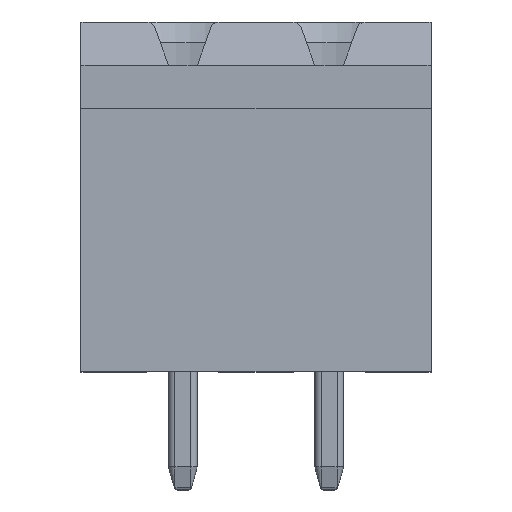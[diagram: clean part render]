
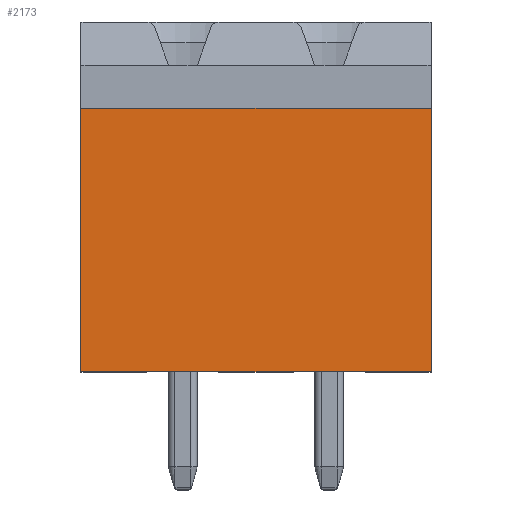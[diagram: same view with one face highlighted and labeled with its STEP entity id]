
A CAD part, top view. The second image highlights one B-rep face of the part: STEP entity #2173.
In plain terms, the highlighted planar face has unit normal (0, 0, 1).
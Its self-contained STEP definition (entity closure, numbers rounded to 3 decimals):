
#15 = FACE_OUTER_BOUND ( 'NONE', #5278, .T. ) ;
#149 = CARTESIAN_POINT ( 'NONE',  ( -6.08, 0., 3.385 ) ) ;
#371 = EDGE_CURVE ( 'NONE', #3716, #5423, #2546, .T. ) ;
#864 = DIRECTION ( 'NONE',  ( 0., -1., 0. ) ) ;
#937 = AXIS2_PLACEMENT_3D ( 'NONE', #2584, #6016, #10301 ) ;
#1006 = EDGE_CURVE ( 'NONE', #2609, #6374, #9550, .T. ) ;
#1330 = ORIENTED_EDGE ( 'NONE', *, *, #1006, .F. ) ;
#1638 = CARTESIAN_POINT ( 'NONE',  ( -6.08, 9.15, 3.385 ) ) ;
#2050 = ORIENTED_EDGE ( 'NONE', *, *, #10642, .F. ) ;
#2173 = ADVANCED_FACE ( 'NONE', ( #15 ), #4303, .F. ) ;
#2200 = CARTESIAN_POINT ( 'NONE',  ( -6.08, 9.15, 3.385 ) ) ;
#2334 = CARTESIAN_POINT ( 'NONE',  ( 6.08, 9.15, 3.385 ) ) ;
#2546 = LINE ( 'NONE', #2334, #3351 ) ;
#2584 = CARTESIAN_POINT ( 'NONE',  ( 6.08, 9.15, 3.385 ) ) ;
#2609 = VERTEX_POINT ( 'NONE', #3409 ) ;
#2633 = VECTOR ( 'NONE', #864, 1000. ) ;
#3140 = CARTESIAN_POINT ( 'NONE',  ( 6.08, 0., 3.385 ) ) ;
#3337 = LINE ( 'NONE', #8403, #6164 ) ;
#3351 = VECTOR ( 'NONE', #8399, 1000. ) ;
#3409 = CARTESIAN_POINT ( 'NONE',  ( 6.08, 0., 3.385 ) ) ;
#3623 = EDGE_CURVE ( 'NONE', #5423, #6374, #8476, .T. ) ;
#3716 = VERTEX_POINT ( 'NONE', #6094 ) ;
#4303 = PLANE ( 'NONE',  #937 ) ;
#5159 = ORIENTED_EDGE ( 'NONE', *, *, #371, .T. ) ;
#5278 = EDGE_LOOP ( 'NONE', ( #5903, #1330, #2050, #5159 ) ) ;
#5423 = VERTEX_POINT ( 'NONE', #2200 ) ;
#5903 = ORIENTED_EDGE ( 'NONE', *, *, #3623, .T. ) ;
#6016 = DIRECTION ( 'NONE',  ( 0., 0., -1. ) ) ;
#6094 = CARTESIAN_POINT ( 'NONE',  ( 6.08, 9.15, 3.385 ) ) ;
#6164 = VECTOR ( 'NONE', #9225, 1000. ) ;
#6374 = VERTEX_POINT ( 'NONE', #149 ) ;
#7102 = VECTOR ( 'NONE', #9201, 1000. ) ;
#8399 = DIRECTION ( 'NONE',  ( -1., 0., 0. ) ) ;
#8403 = CARTESIAN_POINT ( 'NONE',  ( 6.08, 9.15, 3.385 ) ) ;
#8476 = LINE ( 'NONE', #1638, #2633 ) ;
#9201 = DIRECTION ( 'NONE',  ( -1., 0., 0. ) ) ;
#9225 = DIRECTION ( 'NONE',  ( 0., -1., 0. ) ) ;
#9550 = LINE ( 'NONE', #3140, #7102 ) ;
#10301 = DIRECTION ( 'NONE',  ( -1., 0., 0. ) ) ;
#10642 = EDGE_CURVE ( 'NONE', #3716, #2609, #3337, .T. ) ;
